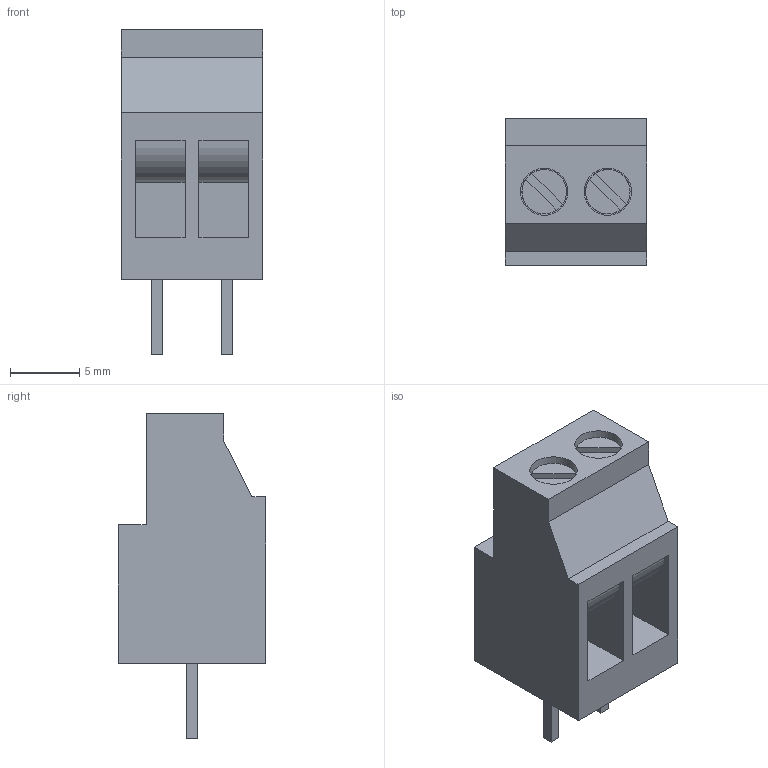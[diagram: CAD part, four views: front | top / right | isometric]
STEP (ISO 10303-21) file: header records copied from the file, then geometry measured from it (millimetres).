
FILE_DESCRIPTION(('FreeCAD Model'),'2;1');
FILE_NAME('RND_205-00287.step','2021-01-25T22:53:00',('Author'),(''), 'Open CASCADE STEP processor 7.3','FreeCAD','Unknown');
FILE_SCHEMA(('AUTOMOTIVE_DESIGN { 1 0 10303 214 1 1 1 1 }'));
Length unit declared in the file: millimetre
Products named in the file (1): RND_205-00287
Bounding box: 10.16 x 10.6 x 23.4 mm (x, y, z)
Volume: 1132.1 mm3; surface area: 1542.6 mm2
Topology: 7 solids, 7 shells, 61 faces, 135 edges, 90 vertices
Faces by surface type: plane 53, cylinder 8
Full cylindrical faces by diameter (mm): 3.2 x2, 3.4 x2
Entity records: 3871 total; most frequent: CARTESIAN_POINT 569, DIRECTION 551, LINE 357, VECTOR 357, ORIENTED_EDGE 270, PCURVE 270, DEFINITIONAL_REPRESENTATION 270, EDGE_CURVE 135
